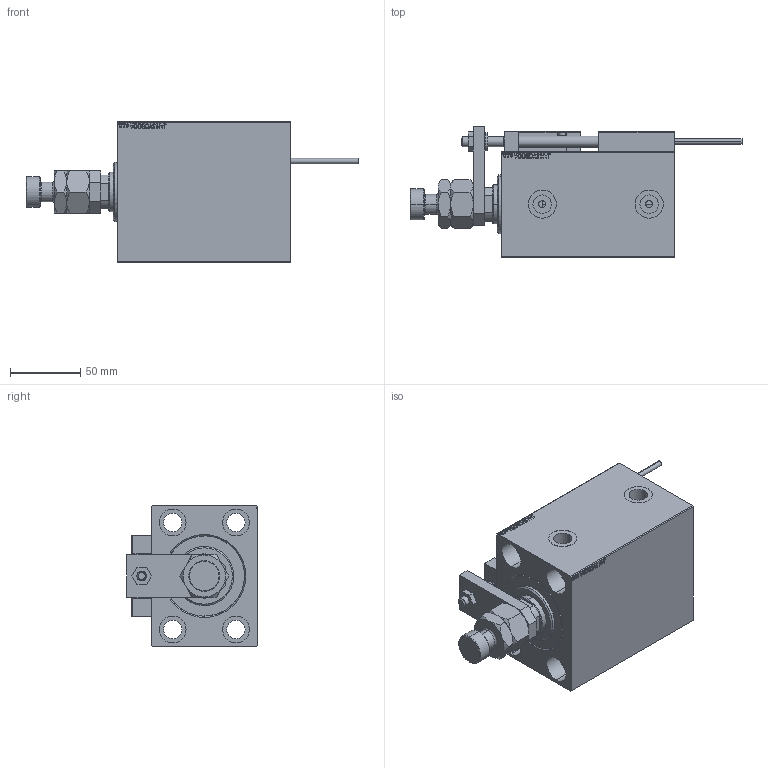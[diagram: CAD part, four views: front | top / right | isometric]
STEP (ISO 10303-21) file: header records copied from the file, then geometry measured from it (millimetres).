
FILE_DESCRIPTION (( 'STEP AP203' ), '1' );
FILE_NAME ('199c.STEP', '2022-04-17T07:02:26', ( '' ), ( '' ), 'SwSTEP 2.0', 'SolidWorks 2019', '' );
FILE_SCHEMA (( 'CONFIG_CONTROL_DESIGN' ));
Length unit declared in the file: millimetre
Products named in the file (16): ALLEN BOLT D8 3106de065fee6d81bc3148c927146104; V450CM_VC_B 3106de065fee6d81bc3148c927146104; 199c; NUT_D12 3106de065fee6d81bc3148c927146104; Block 3106de065fee6d81bc3148c927146104; SWITCH DIM B,W 3106de065fee6d81bc3148c927146104; SWITCH_X_FRONT_BACK 3106de065fee6d81bc3148c927146104; X_Y_MFA 3106de065fee6d81bc3148c927146104; V450CM_C_Body 3106de065fee6d81bc3148c927146104; ALLEN BOLT D5 3106de065fee6d81bc3148c927146104; KONCOVKA 3106de065fee6d81bc3148c927146104; SWITCH X 3106de065fee6d81bc3148c927146104; TYC_L79 3106de065fee6d81bc3148c927146104; MAGNET 3106de065fee6d81bc3148c927146104; V450CM_C_VCP 3106de065fee6d81bc3148c927146104; ZARAZKA 3106de065fee6d81bc3148c927146104
Assembly tree (25 placements, depth 3):
  199c
    V450CM_C_Body 3106de065fee6d81bc3148c927146104
    SWITCH X 3106de065fee6d81bc3148c927146104
      SWITCH_X_FRONT_BACK 3106de065fee6d81bc3148c927146104  x2
      TYC_L79 3106de065fee6d81bc3148c927146104
      Block 3106de065fee6d81bc3148c927146104  x2
      ALLEN BOLT D5 3106de065fee6d81bc3148c927146104  x4
      ALLEN BOLT D8 3106de065fee6d81bc3148c927146104  x4
      MAGNET 3106de065fee6d81bc3148c927146104  x2
      KONCOVKA 3106de065fee6d81bc3148c927146104  x2
    NUT_D12 3106de065fee6d81bc3148c927146104
    SWITCH DIM B,W 3106de065fee6d81bc3148c927146104
    ZARAZKA 3106de065fee6d81bc3148c927146104
    V450CM_C_VCP 3106de065fee6d81bc3148c927146104
    V450CM_VC_B 3106de065fee6d81bc3148c927146104
    X_Y_MFA 3106de065fee6d81bc3148c927146104
Bounding box: 236 x 92.5 x 100 mm (x, y, z)
Volume: 848782.1 mm3; surface area: 161950 mm2
Topology: 24 solids, 24 shells, 1354 faces, 3226 edges, 2053 vertices
Faces by surface type: plane 582, bspline 380, cylinder 206, cone 134, torus 48, sphere 4
Entity records: 52712 total; most frequent: CARTESIAN_POINT 26827, ORIENTED_EDGE 5472, DIRECTION 3768, EDGE_CURVE 2736, VERTEX_POINT 1777, LINE 1524, VECTOR 1524, EDGE_LOOP 1273
